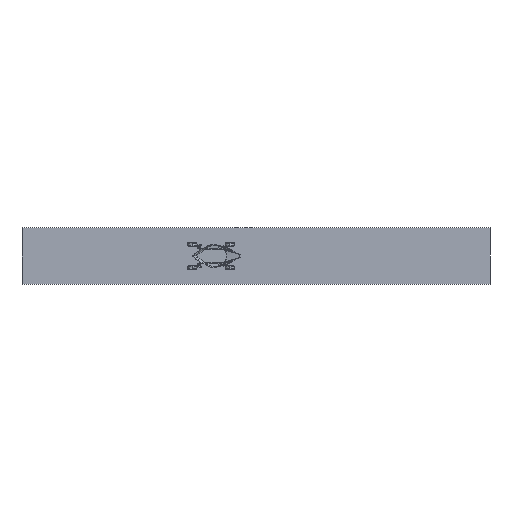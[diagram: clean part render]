
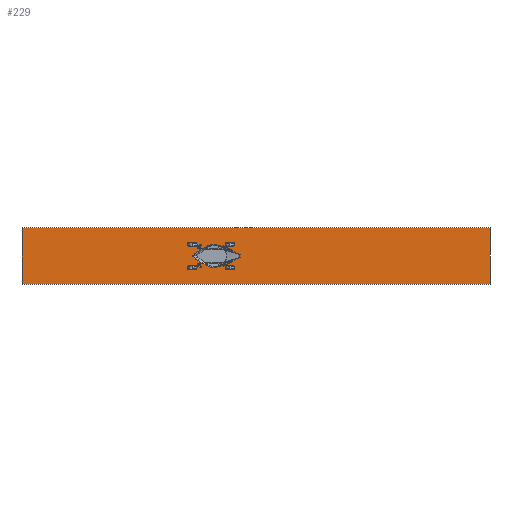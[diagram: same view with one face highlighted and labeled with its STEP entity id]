
A CAD part, top view. The second image highlights one B-rep face of the part: STEP entity #229.
In plain terms, the highlighted planar face has unit normal (0.006, 0, 1).
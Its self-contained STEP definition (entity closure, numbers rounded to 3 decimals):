
#229=ADVANCED_FACE('',(#401),#2643,.T.);
#401=FACE_OUTER_BOUND('',#573,.T.);
#573=EDGE_LOOP('',(#849,#850,#851,#852));
#849=ORIENTED_EDGE('',*,*,#1553,.T.);
#850=ORIENTED_EDGE('',*,*,#1554,.T.);
#851=ORIENTED_EDGE('',*,*,#1555,.T.);
#852=ORIENTED_EDGE('',*,*,#1556,.T.);
#1553=EDGE_CURVE('',#2397,#2398,#1999,.T.);
#1554=EDGE_CURVE('',#2398,#2399,#2000,.T.);
#1555=EDGE_CURVE('',#2399,#2400,#2001,.T.);
#1556=EDGE_CURVE('',#2400,#2397,#2002,.T.);
#1999=B_SPLINE_CURVE_WITH_KNOTS('',1,(#9329,#9330),.UNSPECIFIED.,.F.,.F.,
(2,2),(-12000.,21000.04),.UNSPECIFIED.);
#2000=B_SPLINE_CURVE_WITH_KNOTS('',1,(#9331,#9332),.UNSPECIFIED.,.F.,.F.,
(2,2),(0.,4000.),.UNSPECIFIED.);
#2001=B_SPLINE_CURVE_WITH_KNOTS('',1,(#9333,#9334),.UNSPECIFIED.,.F.,.F.,
(2,2),(-21000.04,12000.),.UNSPECIFIED.);
#2002=B_SPLINE_CURVE_WITH_KNOTS('',1,(#9335,#9336),.UNSPECIFIED.,.F.,.F.,
(2,2),(-4000.,0.),.UNSPECIFIED.);
#2397=VERTEX_POINT('',#9325);
#2398=VERTEX_POINT('',#9326);
#2399=VERTEX_POINT('',#9327);
#2400=VERTEX_POINT('',#9328);
#2643=PLANE('',#2743);
#2743=AXIS2_PLACEMENT_3D('',#9324,#2781,$);
#2781=DIRECTION('',(0.006,0.,1.));
#9324=CARTESIAN_POINT('',(-11999.808,-2000.,-132.077));
#9325=CARTESIAN_POINT('',(-11999.808,-2000.,-132.077));
#9326=CARTESIAN_POINT('',(20999.704,-2000.,-318.866));
#9327=CARTESIAN_POINT('',(20999.704,2000.,-318.866));
#9328=CARTESIAN_POINT('',(-11999.808,2000.,-132.077));
#9329=CARTESIAN_POINT('',(-11999.808,-2000.,-132.077));
#9330=CARTESIAN_POINT('',(20999.704,-2000.,-318.866));
#9331=CARTESIAN_POINT('',(20999.704,-2000.,-318.866));
#9332=CARTESIAN_POINT('',(20999.704,2000.,-318.866));
#9333=CARTESIAN_POINT('',(20999.704,2000.,-318.866));
#9334=CARTESIAN_POINT('',(-11999.808,2000.,-132.077));
#9335=CARTESIAN_POINT('',(-11999.808,2000.,-132.077));
#9336=CARTESIAN_POINT('',(-11999.808,-2000.,-132.077));
